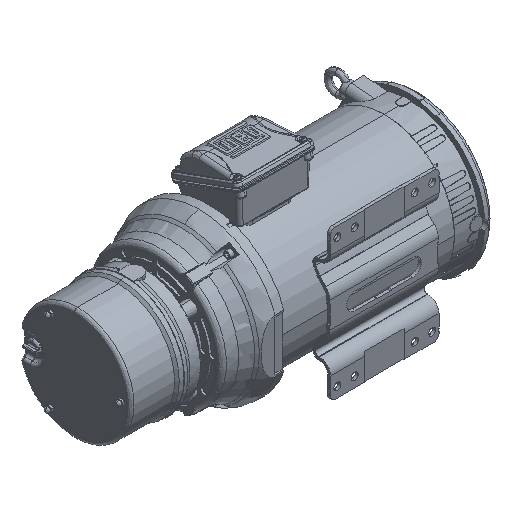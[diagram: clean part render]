
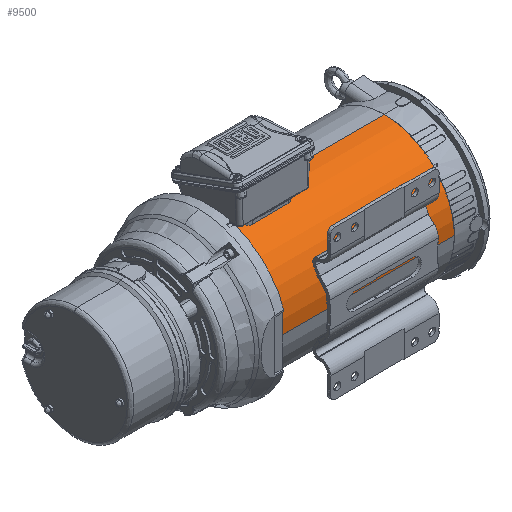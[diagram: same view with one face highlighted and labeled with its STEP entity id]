
A CAD part, isometric view. The second image highlights one B-rep face of the part: STEP entity #9500.
In plain terms, the highlighted cylindrical face has radius 103.05 mm (diameter 206.1 mm), a partial arc.
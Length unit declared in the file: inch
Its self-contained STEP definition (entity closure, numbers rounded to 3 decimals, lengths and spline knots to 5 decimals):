
#1325 = VERTEX_POINT ( 'NONE', #35861 ) ;
#3598 = CARTESIAN_POINT ( 'NONE',  ( -5.48077, -3.52387, 0.00071 ) ) ;
#4407 = CARTESIAN_POINT ( 'NONE',  ( 4.75545, 0.53322, 4.05709 ) ) ;
#4621 = EDGE_CURVE ( 'NONE', #1325, #16137, #27235, .T. ) ;
#5051 = DIRECTION ( 'NONE',  ( 1., 0., 0. ) ) ;
#6360 = DIRECTION ( 'NONE',  ( 0., 0., 1. ) ) ;
#6559 = EDGE_CURVE ( 'NONE', #10778, #16137, #41173, .T. ) ;
#7736 = ORIENTED_EDGE ( 'NONE', *, *, #4621, .F. ) ;
#8506 = DIRECTION ( 'NONE',  ( 0., 0., 1. ) ) ;
#9231 = CARTESIAN_POINT ( 'NONE',  ( 31.83803, -3.52387, 0.00071 ) ) ;
#9500 = ADVANCED_FACE ( 'NONE', ( #37147 ), #18150, .T. ) ;
#10778 = VERTEX_POINT ( 'NONE', #26408 ) ;
#10945 = CARTESIAN_POINT ( 'NONE',  ( 31.83803, 0.53322, 0. ) ) ;
#11847 = VECTOR ( 'NONE', #34141, 39.37008 ) ;
#16137 = VERTEX_POINT ( 'NONE', #4407 ) ;
#17997 = DIRECTION ( 'NONE',  ( -1., 0., 0. ) ) ;
#18150 = CYLINDRICAL_SURFACE ( 'NONE', #43433, 4.05709 ) ;
#18861 = ORIENTED_EDGE ( 'NONE', *, *, #6559, .T. ) ;
#21214 = EDGE_CURVE ( 'NONE', #1325, #41420, #29116, .T. ) ;
#22073 = DIRECTION ( 'NONE',  ( 0., 0., 1. ) ) ;
#23084 = AXIS2_PLACEMENT_3D ( 'NONE', #32322, #17997, #6360 ) ;
#24094 = CARTESIAN_POINT ( 'NONE',  ( -5.48077, 0.53322, 0. ) ) ;
#24127 = EDGE_LOOP ( 'NONE', ( #30695, #25782, #18861, #7736 ) ) ;
#25782 = ORIENTED_EDGE ( 'NONE', *, *, #29553, .T. ) ;
#26408 = CARTESIAN_POINT ( 'NONE',  ( 4.75545, -3.52387, 0.00071 ) ) ;
#27235 = LINE ( 'NONE', #45260, #11847 ) ;
#28287 = DIRECTION ( 'NONE',  ( 1., 0., 0. ) ) ;
#29116 = CIRCLE ( 'NONE', #38531, 4.05709 ) ;
#29553 = EDGE_CURVE ( 'NONE', #41420, #10778, #35177, .T. ) ;
#30695 = ORIENTED_EDGE ( 'NONE', *, *, #21214, .T. ) ;
#32322 = CARTESIAN_POINT ( 'NONE',  ( 4.75545, 0.53322, 0. ) ) ;
#34141 = DIRECTION ( 'NONE',  ( 1., 0., 0. ) ) ;
#35177 = LINE ( 'NONE', #9231, #39476 ) ;
#35861 = CARTESIAN_POINT ( 'NONE',  ( -5.48077, 0.53322, 4.05709 ) ) ;
#37147 = FACE_OUTER_BOUND ( 'NONE', #24127, .T. ) ;
#38531 = AXIS2_PLACEMENT_3D ( 'NONE', #24094, #5051, #8506 ) ;
#39476 = VECTOR ( 'NONE', #28287, 39.37008 ) ;
#40358 = DIRECTION ( 'NONE',  ( -1., 0., 0. ) ) ;
#41173 = CIRCLE ( 'NONE', #23084, 4.05709 ) ;
#41420 = VERTEX_POINT ( 'NONE', #3598 ) ;
#43433 = AXIS2_PLACEMENT_3D ( 'NONE', #10945, #40358, #22073 ) ;
#45260 = CARTESIAN_POINT ( 'NONE',  ( 31.83803, 0.53322, 4.05709 ) ) ;
